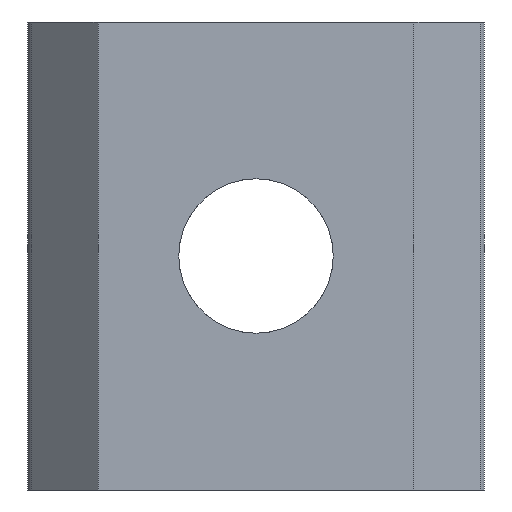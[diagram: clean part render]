
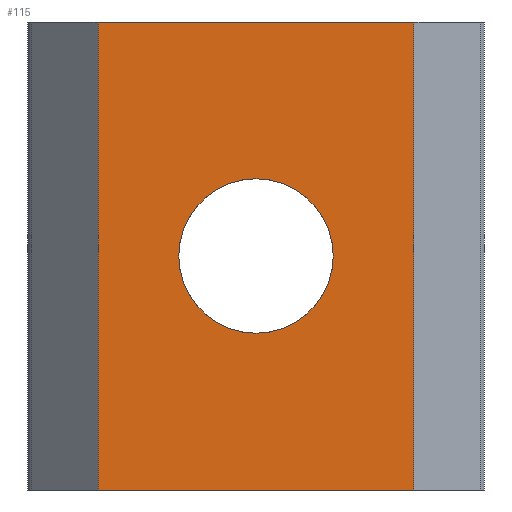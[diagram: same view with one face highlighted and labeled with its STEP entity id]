
A CAD part, front view. The second image highlights one B-rep face of the part: STEP entity #115.
In plain terms, the highlighted planar face has unit normal (0, -1, 0).
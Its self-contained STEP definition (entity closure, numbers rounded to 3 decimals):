
#5 = CARTESIAN_POINT ( 'NONE',  ( -6.75, -10.6, 20. ) ) ;
#8 = CARTESIAN_POINT ( 'NONE',  ( -3.3, -10.6, 10. ) ) ;
#34 = LINE ( 'NONE', #137, #913 ) ;
#46 = FACE_OUTER_BOUND ( 'NONE', #250, .T. ) ;
#53 = VERTEX_POINT ( 'NONE', #1087 ) ;
#58 = AXIS2_PLACEMENT_3D ( 'NONE', #5, #372, #1000 ) ;
#60 = LINE ( 'NONE', #1084, #735 ) ;
#104 = EDGE_CURVE ( 'NONE', #368, #928, #60, .T. ) ;
#115 = ADVANCED_FACE ( 'NONE', ( #283, #46 ), #285, .F. ) ;
#119 = CIRCLE ( 'NONE', #259, 3.3 ) ;
#137 = CARTESIAN_POINT ( 'NONE',  ( -6.75, -10.6, 20. ) ) ;
#145 = EDGE_CURVE ( 'NONE', #577, #765, #940, .T. ) ;
#160 = EDGE_CURVE ( 'NONE', #53, #234, #712, .T. ) ;
#221 = CARTESIAN_POINT ( 'NONE',  ( -6.75, -10.6, 0. ) ) ;
#225 = ORIENTED_EDGE ( 'NONE', *, *, #104, .T. ) ;
#234 = VERTEX_POINT ( 'NONE', #8 ) ;
#250 = EDGE_LOOP ( 'NONE', ( #409, #686, #1114, #225 ) ) ;
#259 = AXIS2_PLACEMENT_3D ( 'NONE', #358, #977, #308 ) ;
#283 = FACE_BOUND ( 'NONE', #1029, .T. ) ;
#285 = PLANE ( 'NONE',  #58 ) ;
#308 = DIRECTION ( 'NONE',  ( 1., 0., 0. ) ) ;
#309 = CARTESIAN_POINT ( 'NONE',  ( 0., -10.6, 10. ) ) ;
#312 = CARTESIAN_POINT ( 'NONE',  ( 6.75, -10.6, 0. ) ) ;
#321 = DIRECTION ( 'NONE',  ( 1., 0., 0. ) ) ;
#358 = CARTESIAN_POINT ( 'NONE',  ( 0., -10.6, 10. ) ) ;
#368 = VERTEX_POINT ( 'NONE', #876 ) ;
#372 = DIRECTION ( 'NONE',  ( 0., 1., 0. ) ) ;
#387 = DIRECTION ( 'NONE',  ( 0., 0., -1. ) ) ;
#395 = DIRECTION ( 'NONE',  ( 1., 0., 0. ) ) ;
#409 = ORIENTED_EDGE ( 'NONE', *, *, #418, .T. ) ;
#418 = EDGE_CURVE ( 'NONE', #928, #765, #1142, .T. ) ;
#558 = DIRECTION ( 'NONE',  ( 0., 0., -1. ) ) ;
#577 = VERTEX_POINT ( 'NONE', #1037 ) ;
#686 = ORIENTED_EDGE ( 'NONE', *, *, #145, .F. ) ;
#692 = EDGE_CURVE ( 'NONE', #234, #53, #119, .T. ) ;
#693 = VECTOR ( 'NONE', #930, 1000. ) ;
#712 = CIRCLE ( 'NONE', #1028, 3.3 ) ;
#735 = VECTOR ( 'NONE', #558, 1000. ) ;
#765 = VERTEX_POINT ( 'NONE', #312 ) ;
#823 = CARTESIAN_POINT ( 'NONE',  ( -6.75, -10.6, 0. ) ) ;
#826 = ORIENTED_EDGE ( 'NONE', *, *, #160, .F. ) ;
#876 = CARTESIAN_POINT ( 'NONE',  ( -6.75, -10.6, 20. ) ) ;
#888 = EDGE_CURVE ( 'NONE', #368, #577, #34, .T. ) ;
#905 = VECTOR ( 'NONE', #387, 1000. ) ;
#913 = VECTOR ( 'NONE', #321, 1000. ) ;
#925 = DIRECTION ( 'NONE',  ( 0., -1., 0. ) ) ;
#928 = VERTEX_POINT ( 'NONE', #823 ) ;
#930 = DIRECTION ( 'NONE',  ( 1., 0., 0. ) ) ;
#940 = LINE ( 'NONE', #1003, #905 ) ;
#977 = DIRECTION ( 'NONE',  ( 0., -1., 0. ) ) ;
#1000 = DIRECTION ( 'NONE',  ( -1., 0., 0. ) ) ;
#1003 = CARTESIAN_POINT ( 'NONE',  ( 6.75, -10.6, 20. ) ) ;
#1028 = AXIS2_PLACEMENT_3D ( 'NONE', #309, #925, #395 ) ;
#1029 = EDGE_LOOP ( 'NONE', ( #826, #1136 ) ) ;
#1037 = CARTESIAN_POINT ( 'NONE',  ( 6.75, -10.6, 20. ) ) ;
#1084 = CARTESIAN_POINT ( 'NONE',  ( -6.75, -10.6, 20. ) ) ;
#1087 = CARTESIAN_POINT ( 'NONE',  ( 3.3, -10.6, 10. ) ) ;
#1114 = ORIENTED_EDGE ( 'NONE', *, *, #888, .F. ) ;
#1136 = ORIENTED_EDGE ( 'NONE', *, *, #692, .F. ) ;
#1142 = LINE ( 'NONE', #221, #693 ) ;
